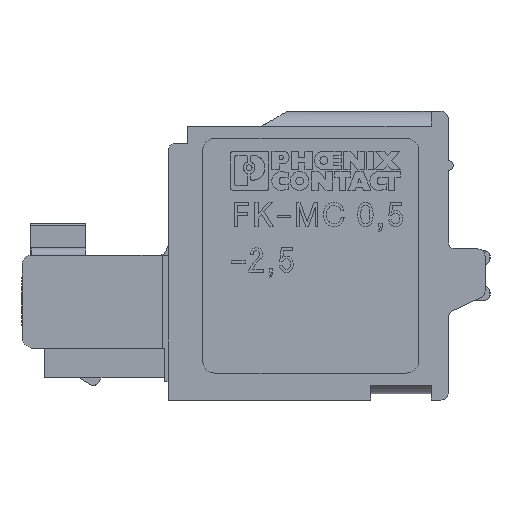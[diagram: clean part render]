
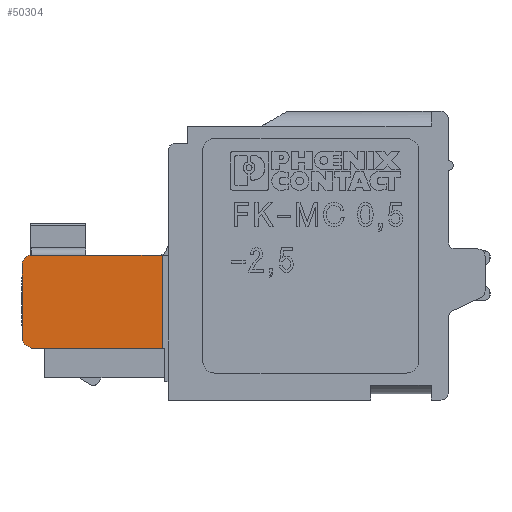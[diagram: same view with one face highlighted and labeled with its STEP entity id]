
A CAD part, left-side view. The second image highlights one B-rep face of the part: STEP entity #50304.
In plain terms, the highlighted planar face has unit normal (-1, 0, 0).
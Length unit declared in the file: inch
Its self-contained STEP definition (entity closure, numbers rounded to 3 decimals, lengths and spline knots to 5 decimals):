
#491 = DIRECTION ( 'NONE',  ( 0., -1., 0. ) ) ;
#1840 = DIRECTION ( 'NONE',  ( 0., 0., 1. ) ) ;
#4055 = EDGE_CURVE ( 'NONE', #50842, #23739, #17312, .T. ) ;
#4129 = VERTEX_POINT ( 'NONE', #43077 ) ;
#4726 = DIRECTION ( 'NONE',  ( 0., 0., -1. ) ) ;
#5181 = ORIENTED_EDGE ( 'NONE', *, *, #47695, .T. ) ;
#6950 = CARTESIAN_POINT ( 'NONE',  ( 0.01181, 0.66732, 0.20472 ) ) ;
#6985 = PLANE ( 'NONE',  #41053 ) ;
#9572 = CARTESIAN_POINT ( 'NONE',  ( 0.01181, 1.54528, 0.22047 ) ) ;
#10620 = VERTEX_POINT ( 'NONE', #50020 ) ;
#11874 = CARTESIAN_POINT ( 'NONE',  ( 0.01181, 0.66732, 0.22047 ) ) ;
#12123 = DIRECTION ( 'NONE',  ( 1., 0., 0. ) ) ;
#12395 = DIRECTION ( 'NONE',  ( 0., 0., -1. ) ) ;
#12927 = ORIENTED_EDGE ( 'NONE', *, *, #55527, .T. ) ;
#13834 = CARTESIAN_POINT ( 'NONE',  ( 0.01181, 0.68307, 0.09055 ) ) ;
#14555 = AXIS2_PLACEMENT_3D ( 'NONE', #55626, #12123, #12395 ) ;
#15279 = CARTESIAN_POINT ( 'NONE',  ( 0.01181, 1.54528, -0.00394 ) ) ;
#17312 = LINE ( 'NONE', #43622, #48108 ) ;
#18602 = CARTESIAN_POINT ( 'NONE',  ( 0.01181, 0.45866, 0.22047 ) ) ;
#20454 = EDGE_CURVE ( 'NONE', #39744, #42564, #31295, .T. ) ;
#21587 = DIRECTION ( 'NONE',  ( 0., 1., 0. ) ) ;
#22073 = LINE ( 'NONE', #29816, #55502 ) ;
#23739 = VERTEX_POINT ( 'NONE', #13834 ) ;
#23821 = DIRECTION ( 'NONE',  ( 0., 0., -1. ) ) ;
#24949 = EDGE_CURVE ( 'NONE', #50842, #42564, #54873, .T. ) ;
#25529 = DIRECTION ( 'NONE',  ( 0., 0., 1. ) ) ;
#29816 = CARTESIAN_POINT ( 'NONE',  ( 0.01181, 0.45866, -0.04646 ) ) ;
#31295 = LINE ( 'NONE', #9572, #41006 ) ;
#33822 = ORIENTED_EDGE ( 'NONE', *, *, #4055, .T. ) ;
#35116 = CARTESIAN_POINT ( 'NONE',  ( 0.01181, 1.54528, 0.07087 ) ) ;
#35217 = ORIENTED_EDGE ( 'NONE', *, *, #50338, .F. ) ;
#37937 = CARTESIAN_POINT ( 'NONE',  ( 0.01181, 0.68307, 0.20472 ) ) ;
#39744 = VERTEX_POINT ( 'NONE', #18602 ) ;
#40626 = EDGE_LOOP ( 'NONE', ( #33822, #35217, #12927, #5181, #42534, #48525 ) ) ;
#41006 = VECTOR ( 'NONE', #21587, 39.37008 ) ;
#41053 = AXIS2_PLACEMENT_3D ( 'NONE', #15279, #45889, #1840 ) ;
#42534 = ORIENTED_EDGE ( 'NONE', *, *, #20454, .T. ) ;
#42564 = VERTEX_POINT ( 'NONE', #11874 ) ;
#43077 = CARTESIAN_POINT ( 'NONE',  ( 0.01181, 0.45866, 0.07087 ) ) ;
#43267 = VECTOR ( 'NONE', #491, 39.37008 ) ;
#43622 = CARTESIAN_POINT ( 'NONE',  ( 0.01181, 0.68307, -0.00394 ) ) ;
#45889 = DIRECTION ( 'NONE',  ( -1., 0., 0. ) ) ;
#47695 = EDGE_CURVE ( 'NONE', #4129, #39744, #22073, .T. ) ;
#47971 = LINE ( 'NONE', #35116, #43267 ) ;
#48108 = VECTOR ( 'NONE', #4726, 39.37008 ) ;
#48525 = ORIENTED_EDGE ( 'NONE', *, *, #24949, .F. ) ;
#49600 = FACE_OUTER_BOUND ( 'NONE', #40626, .T. ) ;
#50020 = CARTESIAN_POINT ( 'NONE',  ( 0.01181, 0.66339, 0.07087 ) ) ;
#50304 = ADVANCED_FACE ( 'NONE', ( #49600 ), #6985, .T. ) ;
#50338 = EDGE_CURVE ( 'NONE', #10620, #23739, #52020, .T. ) ;
#50842 = VERTEX_POINT ( 'NONE', #37937 ) ;
#52020 = CIRCLE ( 'NONE', #14555, 0.01969 ) ;
#52132 = AXIS2_PLACEMENT_3D ( 'NONE', #6950, #55309, #23821 ) ;
#54873 = CIRCLE ( 'NONE', #52132, 0.01575 ) ;
#55309 = DIRECTION ( 'NONE',  ( 1., 0., 0. ) ) ;
#55502 = VECTOR ( 'NONE', #25529, 39.37008 ) ;
#55527 = EDGE_CURVE ( 'NONE', #10620, #4129, #47971, .T. ) ;
#55626 = CARTESIAN_POINT ( 'NONE',  ( 0.01181, 0.66339, 0.09055 ) ) ;
